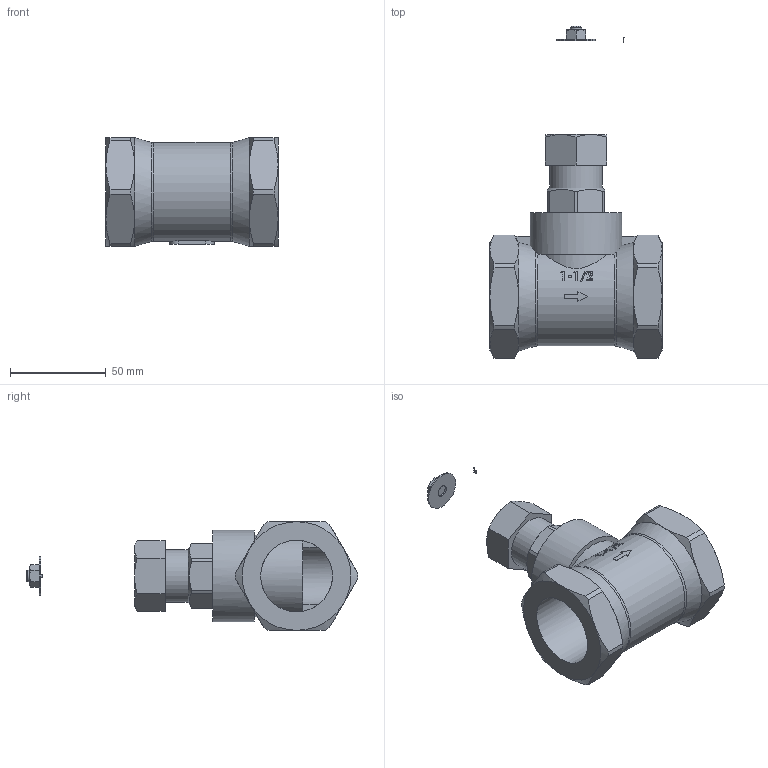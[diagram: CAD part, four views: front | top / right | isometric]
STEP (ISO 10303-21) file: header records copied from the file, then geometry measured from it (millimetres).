
FILE_DESCRIPTION(/* description */ ('Unknown'),/* implementation_level */ '2;1');
FILE_NAME(/* name */ 'GB-200 -DN40',/* time_stamp */ '2020-10-06T10:16:44+08:00',/* author */ ('Unknown'),/* organization */ ('Unknown'),/* preprocessor_version */ 'ST-DEVELOPER v16.7',/* originating_system */ 'DEX',/* authorisation */ $);
FILE_SCHEMA (('AUTOMOTIVE_DESIGN {1 0 10303 214 3 1 1}'));
Length unit declared in the file: millimetre
Products named in the file (1): GB-200 -DN40
Bounding box: 90 x 173.5 x 56.8 mm (x, y, z)
Volume: 171182.1 mm3; surface area: 44856.8 mm2
Topology: 9 solids, 9 shells, 197 faces, 469 edges, 297 vertices
Faces by surface type: plane 87, cylinder 48, cone 46, bspline 13, torus 3
Full cylindrical faces by diameter (mm): 6 x2, 20 x1, 27.6 x1, 32 x1, 33 x1, 35 x1, 37.5 x2, 48 x1
Entity records: 7288 total; most frequent: CARTESIAN_POINT 2984, ORIENTED_EDGE 898, DIRECTION 842, EDGE_CURVE 449, AXIS2_PLACEMENT_3D 338, VERTEX_POINT 290, EDGE_LOOP 219, FACE_BOUND 219
